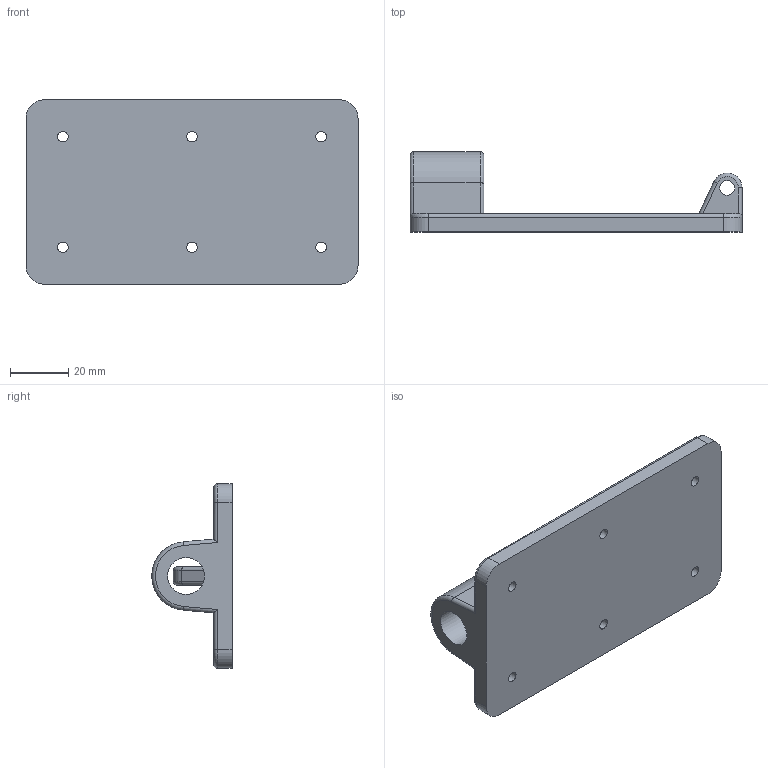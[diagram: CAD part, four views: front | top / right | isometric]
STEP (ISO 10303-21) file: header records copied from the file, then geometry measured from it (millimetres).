
FILE_DESCRIPTION(/* description */ (''),/* implementation_level */ '2;1');
FILE_NAME(/* name */ '03f2f326-05b5-11ec-9d62-0a17b33ae929.step',/* time_stamp */ '2021-08-25T14:59:23+00:00',/* author */ (''),/* organization */ (''),/* preprocessor_version */ 'ST-DEVELOPER v18.1',/* originating_system */ 'Autodesk Translation Framework v10.6.0.1341',/* authorisation */ '');
FILE_SCHEMA (('AUTOMOTIVE_DESIGN { 1 0 10303 214 3 1 1 }'));
Length unit declared in the file: centimetre
Products named in the file (1): temp_body
Bounding box: 114.3 x 27.65 x 63.5 mm (x, y, z)
Volume: 54365 mm3; surface area: 19662.1 mm2
Topology: 1 solids, 1 shells, 60 faces, 136 edges, 84 vertices
Faces by surface type: cylinder 34, plane 18, torus 8
Full cylindrical faces by diameter (mm): 3.607 x6, 5.08 x1, 6.35 x6, 12.7 x1
Entity records: 1764 total; most frequent: DIRECTION 330, CARTESIAN_POINT 281, ORIENTED_EDGE 272, EDGE_CURVE 136, AXIS2_PLACEMENT_3D 133, VERTEX_POINT 84, EDGE_LOOP 82, CIRCLE 64
